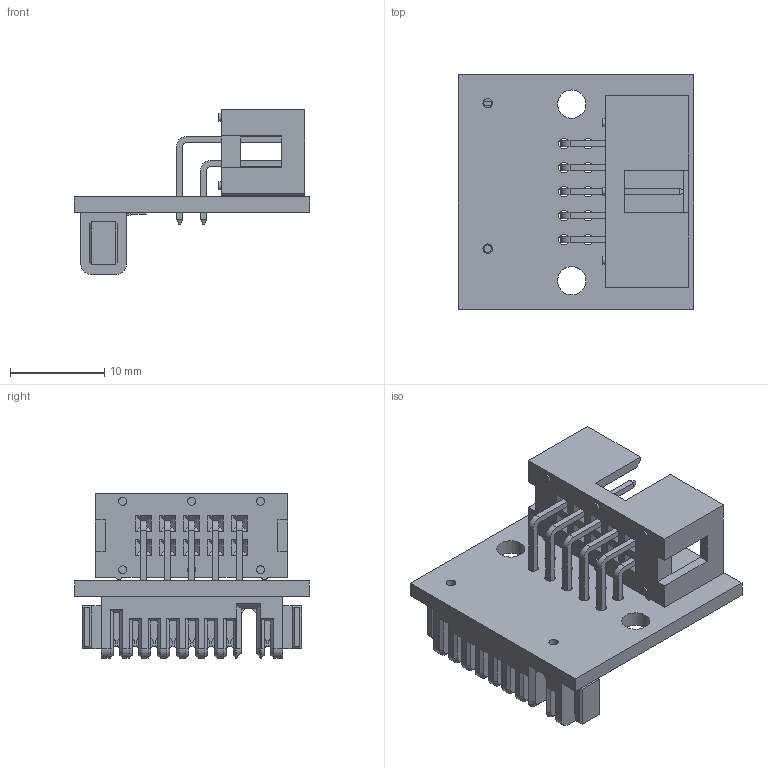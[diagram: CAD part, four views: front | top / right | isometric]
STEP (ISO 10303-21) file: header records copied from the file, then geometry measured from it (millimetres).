
FILE_DESCRIPTION(('Open CASCADE Model'),'2;1');
FILE_NAME('Open CASCADE Shape Model','2020-12-09T11:18:26',('Author'),( 'Open CASCADE'),'Open CASCADE STEP processor 6.8','Open CASCADE 6.8' ,'Unknown');
FILE_SCHEMA(('AUTOMOTIVE_DESIGN { 1 0 10303 214 1 1 1 1 }'));
Length unit declared in the file: millimetre
Products named in the file (1): PCB
Bounding box: 24.9 x 24.8 x 17.41 mm (x, y, z)
Volume: 1454.4 mm3; surface area: 3972.6 mm2
Topology: 2 solids, 307 shells, 686 faces, 2374 edges, 2018 vertices
Faces by surface type: plane 551, cylinder 99, cone 36
Full cylindrical faces by diameter (mm): 0.85 x6, 1 x2, 1.1 x10, 3 x2
Entity records: 27956 total; most frequent: CARTESIAN_POINT 5085, DIRECTION 4046, ORIENTED_EDGE 3318, EDGE_CURVE 2374, LINE 2064, VECTOR 2064, VERTEX_POINT 2018, AXIS2_PLACEMENT_3D 991
